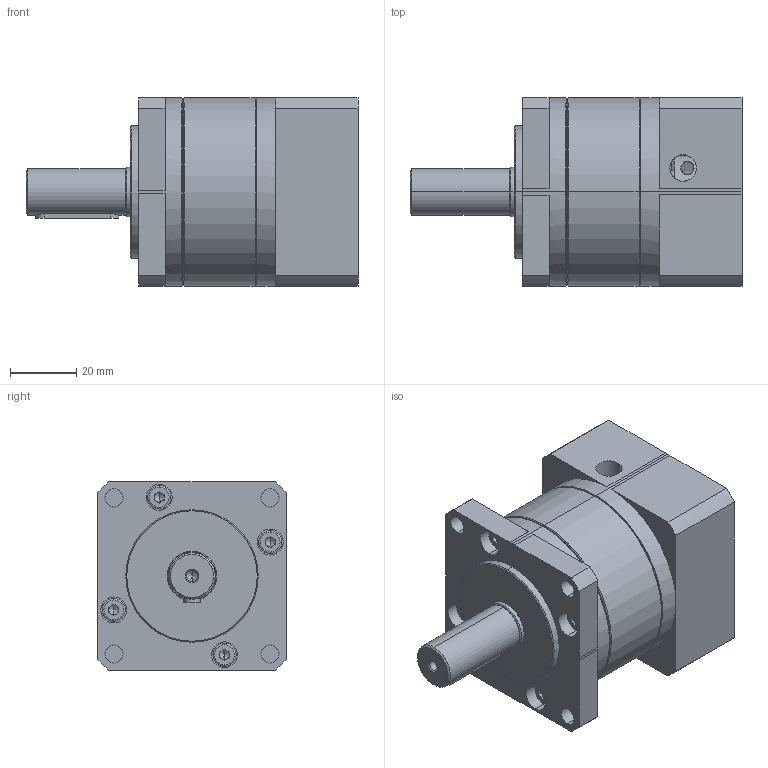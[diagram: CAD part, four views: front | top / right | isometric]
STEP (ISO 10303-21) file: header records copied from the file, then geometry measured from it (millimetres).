
FILE_DESCRIPTION (( 'STEP AP214' ), '1' );
FILE_NAME ('FLF57-L1SW熬厒ん.STEP', '2022-06-15T05:46:30', ( '' ), ( '' ), 'SwSTEP 2.0', 'SolidWorks 2016', '' );
FILE_SCHEMA (( 'AUTOMOTIVE_DESIGN' ));
Length unit declared in the file: millimetre
Products named in the file (3): 錨璃5; FLF57-L1SW熬厒ん; hexagon socket head cap screws gb_GB_FASTENER_SCREWS_HSHCS M4X10-N
Assembly tree (5 placements, depth 2):
  FLF57-L1SW熬厒ん
    錨璃5
    hexagon socket head cap screws gb_GB_FASTENER_SCREWS_HSHCS M4X10-N  x4
Bounding box: 100.3 x 57.01 x 57.02 mm (x, y, z)
Volume: 172747.2 mm3; surface area: 31391.2 mm2
Topology: 5 solids, 5 shells, 281 faces, 683 edges, 414 vertices
Faces by surface type: plane 110, cylinder 103, cone 60, torus 8
Entity records: 6778 total; most frequent: CARTESIAN_POINT 1446, DIRECTION 1130, ORIENTED_EDGE 990, EDGE_CURVE 495, AXIS2_PLACEMENT_3D 443, VERTEX_POINT 315, EDGE_LOOP 248, LINE 244
